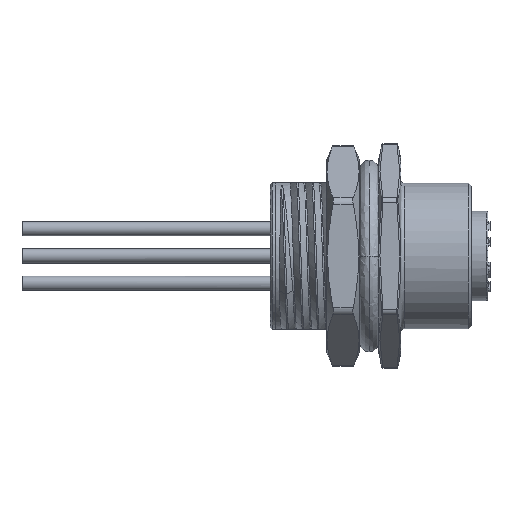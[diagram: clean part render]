
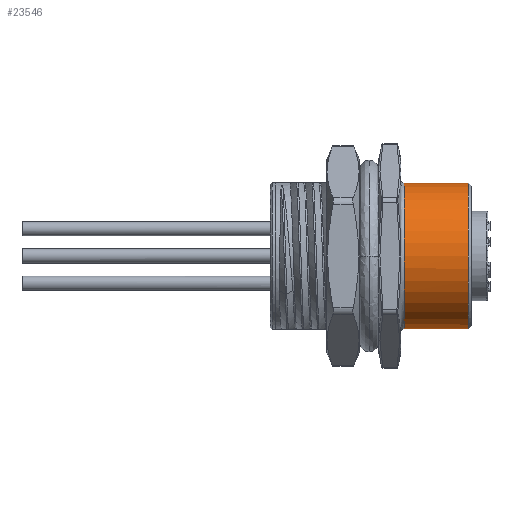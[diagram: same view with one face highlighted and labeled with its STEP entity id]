
A CAD part, front view. The second image highlights one B-rep face of the part: STEP entity #23546.
In plain terms, the highlighted cylindrical face has radius 6.7 mm (diameter 13.4 mm), a partial arc.
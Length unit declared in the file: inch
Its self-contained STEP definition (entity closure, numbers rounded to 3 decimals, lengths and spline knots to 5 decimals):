
#277 = DIRECTION ( 'NONE',  ( 0., 0., -1. ) ) ;
#651 = CYLINDRICAL_SURFACE ( 'NONE', #41409, 0.26378 ) ;
#689 = DIRECTION ( 'NONE',  ( 0., 1., 0. ) ) ;
#1891 = ORIENTED_EDGE ( 'NONE', *, *, #22155, .T. ) ;
#3798 = VERTEX_POINT ( 'NONE', #13181 ) ;
#4105 = CARTESIAN_POINT ( 'NONE',  ( -0.01181, 0., 0. ) ) ;
#4361 = VERTEX_POINT ( 'NONE', #18166 ) ;
#4866 = EDGE_CURVE ( 'NONE', #28207, #4361, #35631, .T. ) ;
#5186 = EDGE_CURVE ( 'NONE', #3798, #18708, #39174, .T. ) ;
#6241 = AXIS2_PLACEMENT_3D ( 'NONE', #17727, #24804, #277 ) ;
#7012 = AXIS2_PLACEMENT_3D ( 'NONE', #4105, #25445, #689 ) ;
#7809 = DIRECTION ( 'NONE',  ( 1., 0., 0. ) ) ;
#7995 = DIRECTION ( 'NONE',  ( 0., 0., -1. ) ) ;
#9361 = CARTESIAN_POINT ( 'NONE',  ( -0.24409, 0., 0.26378 ) ) ;
#11240 = CARTESIAN_POINT ( 'NONE',  ( -0.76476, 0., -0.26378 ) ) ;
#11671 = ORIENTED_EDGE ( 'NONE', *, *, #4866, .T. ) ;
#13128 = LINE ( 'NONE', #37389, #19600 ) ;
#13181 = CARTESIAN_POINT ( 'NONE',  ( -0.01181, 0., 0.26378 ) ) ;
#15345 = DIRECTION ( 'NONE',  ( 1., 0., 0. ) ) ;
#16648 = ORIENTED_EDGE ( 'NONE', *, *, #32209, .F. ) ;
#17706 = CARTESIAN_POINT ( 'NONE',  ( -0.01181, 0., -0.26378 ) ) ;
#17727 = CARTESIAN_POINT ( 'NONE',  ( -0.24409, 0., 0. ) ) ;
#18166 = CARTESIAN_POINT ( 'NONE',  ( -0.24409, -0.00212, -0.26377 ) ) ;
#18708 = VERTEX_POINT ( 'NONE', #17706 ) ;
#19600 = VECTOR ( 'NONE', #30975, 39.37008 ) ;
#21181 = ORIENTED_EDGE ( 'NONE', *, *, #21731, .T. ) ;
#21455 = CARTESIAN_POINT ( 'NONE',  ( -0.24409, 0., -0.26378 ) ) ;
#21731 = EDGE_CURVE ( 'NONE', #4361, #23029, #38627, .T. ) ;
#22155 = EDGE_CURVE ( 'NONE', #23029, #18708, #42581, .T. ) ;
#22640 = VECTOR ( 'NONE', #7809, 39.37008 ) ;
#23029 = VERTEX_POINT ( 'NONE', #21455 ) ;
#23174 = DIRECTION ( 'NONE',  ( 1., 0., 0. ) ) ;
#23546 = ADVANCED_FACE ( 'NONE', ( #32033 ), #651, .T. ) ;
#24804 = DIRECTION ( 'NONE',  ( 1., 0., 0. ) ) ;
#25445 = DIRECTION ( 'NONE',  ( 1., 0., 0. ) ) ;
#26299 = CARTESIAN_POINT ( 'NONE',  ( -0.76476, 0., 0. ) ) ;
#26588 = DIRECTION ( 'NONE',  ( 0., 0., -1. ) ) ;
#28207 = VERTEX_POINT ( 'NONE', #9361 ) ;
#29578 = CARTESIAN_POINT ( 'NONE',  ( -0.24409, 0., 0. ) ) ;
#30975 = DIRECTION ( 'NONE',  ( 1., 0., 0. ) ) ;
#32033 = FACE_OUTER_BOUND ( 'NONE', #44741, .T. ) ;
#32209 = EDGE_CURVE ( 'NONE', #28207, #3798, #13128, .T. ) ;
#35631 = CIRCLE ( 'NONE', #6241, 0.26378 ) ;
#37389 = CARTESIAN_POINT ( 'NONE',  ( -0.76476, 0., 0.26378 ) ) ;
#38627 = CIRCLE ( 'NONE', #42281, 0.26378 ) ;
#39174 = CIRCLE ( 'NONE', #7012, 0.26378 ) ;
#39977 = ORIENTED_EDGE ( 'NONE', *, *, #5186, .F. ) ;
#41409 = AXIS2_PLACEMENT_3D ( 'NONE', #26299, #15345, #7995 ) ;
#42281 = AXIS2_PLACEMENT_3D ( 'NONE', #29578, #23174, #26588 ) ;
#42581 = LINE ( 'NONE', #11240, #22640 ) ;
#44741 = EDGE_LOOP ( 'NONE', ( #16648, #11671, #21181, #1891, #39977 ) ) ;
